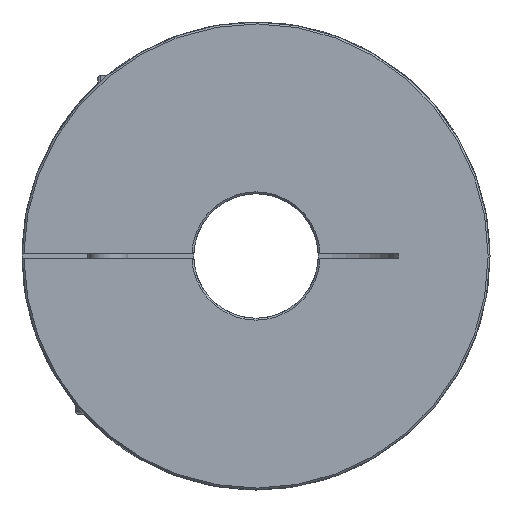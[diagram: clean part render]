
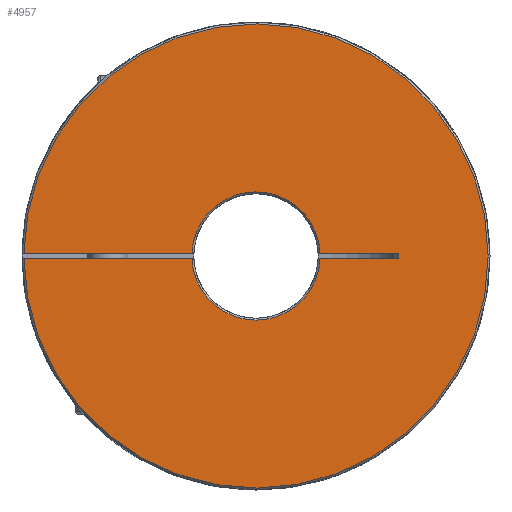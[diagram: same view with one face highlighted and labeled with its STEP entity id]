
A CAD part, left-side view. The second image highlights one B-rep face of the part: STEP entity #4957.
In plain terms, the highlighted planar face has unit normal (-1, 0, 0).
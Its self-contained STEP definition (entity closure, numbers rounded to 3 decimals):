
#215 = VERTEX_POINT ( 'NONE', #1958 ) ;
#216 = VERTEX_POINT ( 'NONE', #1959 ) ;
#221 = VERTEX_POINT ( 'NONE', #1964 ) ;
#222 = VERTEX_POINT ( 'NONE', #1965 ) ;
#223 = VERTEX_POINT ( 'NONE', #1966 ) ;
#224 = VERTEX_POINT ( 'NONE', #1967 ) ;
#225 = VERTEX_POINT ( 'NONE', #1968 ) ;
#226 = VERTEX_POINT ( 'NONE', #1969 ) ;
#770 = EDGE_CURVE ( 'NONE', #215, #216, #3563, .T. ) ;
#780 = EDGE_CURVE ( 'NONE', #221, #226, #3575, .T. ) ;
#782 = EDGE_CURVE ( 'NONE', #224, #215, #3568, .T. ) ;
#784 = EDGE_CURVE ( 'NONE', #223, #216, #3573, .T. ) ;
#785 = EDGE_CURVE ( 'NONE', #223, #222, #3579, .T. ) ;
#786 = EDGE_CURVE ( 'NONE', #221, #222, #3564, .T. ) ;
#787 = EDGE_CURVE ( 'NONE', #225, #226, #3584, .T. ) ;
#788 = EDGE_CURVE ( 'NONE', #225, #224, #3588, .T. ) ;
#1199 = EDGE_LOOP ( 'NONE', ( #1249, #1250, #1251, #1252, #1253, #1254, #1255, #1256 ) ) ;
#1249 = ORIENTED_EDGE ( 'NONE', *, *, #786, .T. ) ;
#1250 = ORIENTED_EDGE ( 'NONE', *, *, #785, .F. ) ;
#1251 = ORIENTED_EDGE ( 'NONE', *, *, #784, .T. ) ;
#1252 = ORIENTED_EDGE ( 'NONE', *, *, #770, .F. ) ;
#1253 = ORIENTED_EDGE ( 'NONE', *, *, #782, .F. ) ;
#1254 = ORIENTED_EDGE ( 'NONE', *, *, #788, .F. ) ;
#1255 = ORIENTED_EDGE ( 'NONE', *, *, #787, .T. ) ;
#1256 = ORIENTED_EDGE ( 'NONE', *, *, #780, .F. ) ;
#1742 = AXIS2_PLACEMENT_3D ( 'NONE', #3788, #3790, #3791 ) ;
#1752 = AXIS2_PLACEMENT_3D ( 'NONE', #3812, #3860, #3861 ) ;
#1757 = AXIS2_PLACEMENT_3D ( 'NONE', #3875, #3879, #3880 ) ;
#1958 = CARTESIAN_POINT ( 'NONE',  ( -49., 12.871, -0.5 ) ) ;
#1959 = CARTESIAN_POINT ( 'NONE',  ( -49., -12.871, -0.5 ) ) ;
#1964 = CARTESIAN_POINT ( 'NONE',  ( -49., -12.871, 0.5 ) ) ;
#1965 = CARTESIAN_POINT ( 'NONE',  ( -49., -28.714, 0.5 ) ) ;
#1966 = CARTESIAN_POINT ( 'NONE',  ( -49., -28.714, -0.5 ) ) ;
#1967 = CARTESIAN_POINT ( 'NONE',  ( -49., 46.616, -0.5 ) ) ;
#1968 = CARTESIAN_POINT ( 'NONE',  ( -49., 46.616, 0.5 ) ) ;
#1969 = CARTESIAN_POINT ( 'NONE',  ( -49., 12.871, 0.5 ) ) ;
#3563 = CIRCLE ( 'NONE', #1742, 12.881 ) ;
#3564 = LINE ( 'NONE', #3872, #3582 ) ;
#3568 = LINE ( 'NONE', #3866, #3571 ) ;
#3571 = VECTOR ( 'NONE', #3867, 1000. ) ;
#3573 = LINE ( 'NONE', #3870, #3576 ) ;
#3575 = CIRCLE ( 'NONE', #1752, 12.881 ) ;
#3576 = VECTOR ( 'NONE', #3871, 1000. ) ;
#3579 = LINE ( 'NONE', #3863, #3581 ) ;
#3581 = VECTOR ( 'NONE', #3874, 1000. ) ;
#3582 = VECTOR ( 'NONE', #3876, 1000. ) ;
#3584 = LINE ( 'NONE', #3877, #3585 ) ;
#3585 = VECTOR ( 'NONE', #3878, 1000. ) ;
#3588 = CIRCLE ( 'NONE', #1757, 46.619 ) ;
#3788 = CARTESIAN_POINT ( 'NONE',  ( -49., 0., 0. ) ) ;
#3790 = DIRECTION ( 'NONE',  ( -1., 0., 0. ) ) ;
#3791 = DIRECTION ( 'NONE',  ( 0., -1., 0. ) ) ;
#3812 = CARTESIAN_POINT ( 'NONE',  ( -49., 0., 0. ) ) ;
#3860 = DIRECTION ( 'NONE',  ( -1., 0., 0. ) ) ;
#3861 = DIRECTION ( 'NONE',  ( 0., -1., 0. ) ) ;
#3863 = CARTESIAN_POINT ( 'NONE',  ( -49., -28.714, -33.472 ) ) ;
#3866 = CARTESIAN_POINT ( 'NONE',  ( -49., 0., -0.5 ) ) ;
#3867 = DIRECTION ( 'NONE',  ( 0., -1., 0. ) ) ;
#3870 = CARTESIAN_POINT ( 'NONE',  ( -49., -28.714, -0.5 ) ) ;
#3871 = DIRECTION ( 'NONE',  ( 0., 1., 0. ) ) ;
#3872 = CARTESIAN_POINT ( 'NONE',  ( -49., -28.714, 0.5 ) ) ;
#3874 = DIRECTION ( 'NONE',  ( 0., 0., 1. ) ) ;
#3875 = CARTESIAN_POINT ( 'NONE',  ( -49., 0., 0. ) ) ;
#3876 = DIRECTION ( 'NONE',  ( 0., -1., 0. ) ) ;
#3877 = CARTESIAN_POINT ( 'NONE',  ( -49., 0., 0.5 ) ) ;
#3878 = DIRECTION ( 'NONE',  ( 0., -1., 0. ) ) ;
#3879 = DIRECTION ( 'NONE',  ( 1., 0., 0. ) ) ;
#3880 = DIRECTION ( 'NONE',  ( 0., -1., 0. ) ) ;
#4188 = CARTESIAN_POINT ( 'NONE',  ( -49., 0., 0. ) ) ;
#4195 = PLANE ( 'NONE',  #4460 ) ;
#4198 = DIRECTION ( 'NONE',  ( -1., 0., 0. ) ) ;
#4199 = DIRECTION ( 'NONE',  ( 0., -1., 0. ) ) ;
#4356 = FACE_OUTER_BOUND ( 'NONE', #1199, .T. ) ;
#4460 = AXIS2_PLACEMENT_3D ( 'NONE', #4188, #4198, #4199 ) ;
#4957 = ADVANCED_FACE ( 'NONE', ( #4356 ), #4195, .T. ) ;
